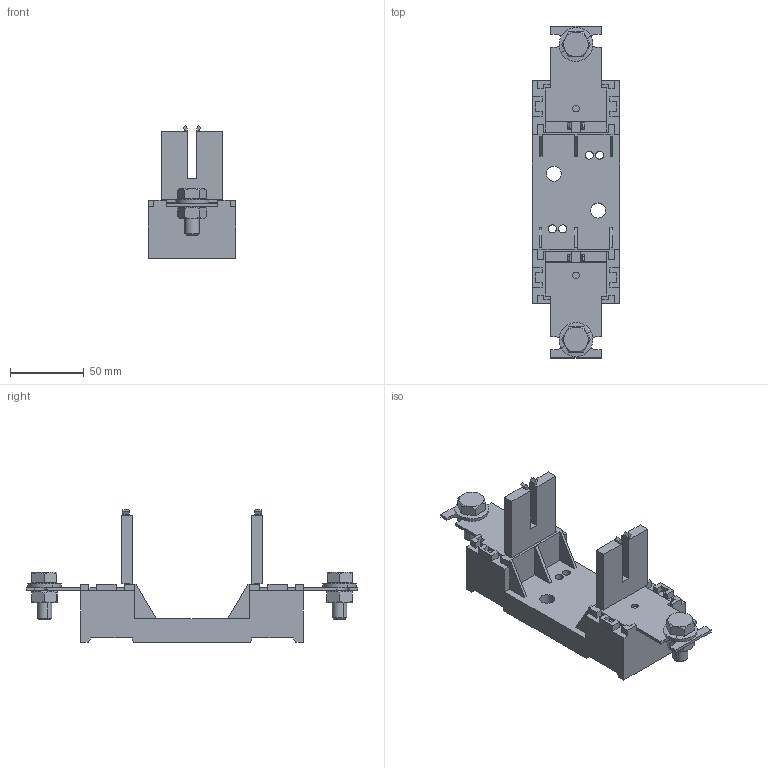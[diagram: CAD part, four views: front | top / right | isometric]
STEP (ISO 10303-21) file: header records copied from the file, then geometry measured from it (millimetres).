
FILE_DESCRIPTION(('CATIA V5 STEP'),'2;1');
FILE_NAME('U2311300_L_NH-Sicherungsunterteil_U2-1IGZ.stp','2016-09-05T14:38:39+00:00',('none'),('Jean Müller GmbH'),'CATIA Version 5 Release 19 SP 9 (IN-10)','CATIA V5 STEP AP214','none');
FILE_SCHEMA(('AUTOMOTIVE_DESIGN { 1 0 10303 214 1 1 1 1 }'));
Length unit declared in the file: millimetre
Products named in the file (6): U2311300_L_NH-Sicherungsunterteil U2-1IGZ; 65746_Sechskantschraube M10x25; 66903_Spannscheibe DIN6796 -10; 66113_Sechskantmutter DIN934_M10; 33792_L_Isoliersockel Gr1 und Gr2; 158282_L_Federkontakt kpl Gr2_U2-1/D11
Assembly tree (9 placements, depth 2):
  U2311300_L_NH-Sicherungsunterteil U2-1IGZ
    65746_Sechskantschraube M10x25  x2
    66903_Spannscheibe DIN6796 -10  x2
    66113_Sechskantmutter DIN934_M10  x2
    33792_L_Isoliersockel Gr1 und Gr2
    158282_L_Federkontakt kpl Gr2_U2-1/D11  x2
Bounding box: 59.2 x 225 x 90 mm (x, y, z)
Volume: 262520.1 mm3; surface area: 66978.6 mm2
Topology: 9 solids, 9 shells, 324 faces, 892 edges, 588 vertices
Faces by surface type: plane 224, cylinder 52, cone 48
Entity records: 7538 total; most frequent: CARTESIAN_POINT 1503, ORIENTED_EDGE 1264, DIRECTION 934, EDGE_CURVE 632, VECTOR 510, LINE 510, VERTEX_POINT 418, AXIS2_PLACEMENT_3D 253
